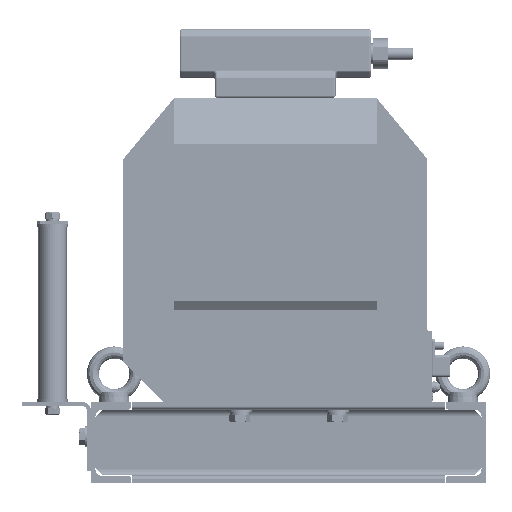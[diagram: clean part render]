
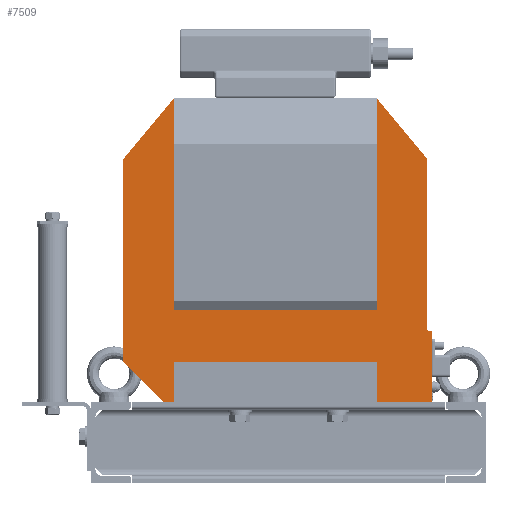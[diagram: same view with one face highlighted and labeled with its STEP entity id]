
A CAD part, front view. The second image highlights one B-rep face of the part: STEP entity #7509.
In plain terms, the highlighted planar face has unit normal (0, -1, 0).
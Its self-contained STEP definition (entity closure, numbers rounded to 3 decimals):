
#7509=ADVANCED_FACE('',(#28035),#28037,.T.);
#28035=FACE_BOUND('',#28036,.T.);
#28036=EDGE_LOOP('',(#43910,#43911,#43912,#43913,#43914,#43915,#43916,#43917,#43918,
#43919,#43920,#43921,#43922,#43923,#43924));
#28037=PLANE('',#28038);
#28038=AXIS2_PLACEMENT_3D('',#28039,#28040,#28041);
#28039=CARTESIAN_POINT('',(150.,-70.,150.));
#28040=DIRECTION('',(0.,-1.,0.));
#28041=DIRECTION('',(-1.,0.,0.));
#43910=ORIENTED_EDGE('',*,*,#50226,.T.);
#43911=ORIENTED_EDGE('',*,*,#50227,.T.);
#43912=ORIENTED_EDGE('',*,*,#50228,.F.);
#43913=ORIENTED_EDGE('',*,*,#50229,.F.);
#43914=ORIENTED_EDGE('',*,*,#50230,.T.);
#43915=ORIENTED_EDGE('',*,*,#50231,.T.);
#43916=ORIENTED_EDGE('',*,*,#50232,.T.);
#43917=ORIENTED_EDGE('',*,*,#50233,.F.);
#43918=ORIENTED_EDGE('',*,*,#50234,.F.);
#43919=ORIENTED_EDGE('',*,*,#50235,.T.);
#43920=ORIENTED_EDGE('',*,*,#50236,.T.);
#43921=ORIENTED_EDGE('',*,*,#50237,.F.);
#43922=ORIENTED_EDGE('',*,*,#50238,.T.);
#43923=ORIENTED_EDGE('',*,*,#50209,.T.);
#43924=ORIENTED_EDGE('',*,*,#50196,.F.);
#50196=EDGE_CURVE('',#53670,#53666,#53672,.T.);
#50209=EDGE_CURVE('',#53693,#53666,#53694,.T.);
#50226=EDGE_CURVE('',#53670,#53723,#53725,.F.);
#50227=EDGE_CURVE('',#53723,#53726,#53727,.T.);
#50228=EDGE_CURVE('',#53728,#53726,#53729,.T.);
#50229=EDGE_CURVE('',#53730,#53728,#53731,.T.);
#50230=EDGE_CURVE('',#53730,#53732,#53733,.F.);
#50231=EDGE_CURVE('',#53732,#53734,#53735,.T.);
#50232=EDGE_CURVE('',#53734,#53736,#53737,.F.);
#50233=EDGE_CURVE('',#53738,#53736,#53739,.T.);
#50234=EDGE_CURVE('',#53740,#53738,#53741,.T.);
#50235=EDGE_CURVE('',#53740,#53742,#53743,.T.);
#50236=EDGE_CURVE('',#53742,#53744,#53745,.T.);
#50237=EDGE_CURVE('',#53746,#53744,#53747,.T.);
#50238=EDGE_CURVE('',#53746,#53693,#53748,.T.);
#53666=VERTEX_POINT('',#62704);
#53670=VERTEX_POINT('',#62712);
#53672=LINE('',#62716,#62717);
#53693=VERTEX_POINT('',#62763);
#53694=LINE('',#62764,#62765);
#53723=VERTEX_POINT('',#62825);
#53725=LINE('',#62829,#62830);
#53726=VERTEX_POINT('',#62832);
#53727=LINE('',#62833,#62834);
#53728=VERTEX_POINT('',#62836);
#53729=LINE('',#62837,#62838);
#53730=VERTEX_POINT('',#62840);
#53731=LINE('',#62841,#62842);
#53732=VERTEX_POINT('',#62844);
#53733=LINE('',#62845,#62846);
#53734=VERTEX_POINT('',#62848);
#53735=LINE('',#62849,#62850);
#53736=VERTEX_POINT('',#62852);
#53737=LINE('',#62853,#62854);
#53738=VERTEX_POINT('',#62856);
#53739=LINE('',#62857,#62858);
#53740=VERTEX_POINT('',#62860);
#53741=LINE('',#62861,#62862);
#53742=VERTEX_POINT('',#62864);
#53743=LINE('',#62865,#62866);
#53744=VERTEX_POINT('',#62868);
#53745=LINE('',#62869,#62870);
#53746=VERTEX_POINT('',#62872);
#53747=LINE('',#62873,#62874);
#53748=LINE('',#62876,#62877);
#62704=CARTESIAN_POINT('',(150.,-70.,-79.));
#62712=CARTESIAN_POINT('',(150.,-70.,90.));
#62716=CARTESIAN_POINT('',(150.,-70.,90.));
#62717=VECTOR('',#62718,1.);
#62718=DIRECTION('',(0.,0.,-1.));
#62763=CARTESIAN_POINT('',(155.,-70.,-80.34));
#62764=CARTESIAN_POINT('',(155.,-70.,-80.34));
#62765=VECTOR('',#62766,1.);
#62766=DIRECTION('',(-0.966,0.,0.259));
#62825=CARTESIAN_POINT('',(100.,-70.,150.));
#62829=CARTESIAN_POINT('',(100.,-70.,150.));
#62830=VECTOR('',#62831,1.);
#62831=DIRECTION('',(0.64,0.,-0.768));
#62832=CARTESIAN_POINT('',(100.,-70.,-59.378));
#62833=CARTESIAN_POINT('',(100.,-70.,150.));
#62834=VECTOR('',#62835,1.);
#62835=DIRECTION('',(0.,0.,-1.));
#62836=CARTESIAN_POINT('',(-100.,-70.,-59.378));
#62837=CARTESIAN_POINT('',(-100.,-70.,-59.378));
#62838=VECTOR('',#62839,1.);
#62839=DIRECTION('',(1.,0.,0.));
#62840=CARTESIAN_POINT('',(-100.,-70.,150.));
#62841=CARTESIAN_POINT('',(-100.,-70.,150.));
#62842=VECTOR('',#62843,1.);
#62843=DIRECTION('',(0.,0.,-1.));
#62844=CARTESIAN_POINT('',(-150.,-70.,90.));
#62845=CARTESIAN_POINT('',(-150.,-70.,90.));
#62846=VECTOR('',#62847,1.);
#62847=DIRECTION('',(0.64,0.,0.768));
#62848=CARTESIAN_POINT('',(-150.,-70.,-110.));
#62849=CARTESIAN_POINT('',(-150.,-70.,90.));
#62850=VECTOR('',#62851,1.);
#62851=DIRECTION('',(0.,0.,-1.));
#62852=CARTESIAN_POINT('',(-110.,-70.,-150.));
#62853=CARTESIAN_POINT('',(-110.,-70.,-150.));
#62854=VECTOR('',#62855,1.);
#62855=DIRECTION('',(-0.707,0.,0.707));
#62856=CARTESIAN_POINT('',(-100.,-70.,-150.));
#62857=CARTESIAN_POINT('',(-100.,-70.,-150.));
#62858=VECTOR('',#62859,1.);
#62859=DIRECTION('',(-1.,0.,0.));
#62860=CARTESIAN_POINT('',(-100.,-70.,-110.));
#62861=CARTESIAN_POINT('',(-100.,-70.,-110.));
#62862=VECTOR('',#62863,1.);
#62863=DIRECTION('',(0.,0.,-1.));
#62864=CARTESIAN_POINT('',(100.,-70.,-110.));
#62865=CARTESIAN_POINT('',(-100.,-70.,-110.));
#62866=VECTOR('',#62867,1.);
#62867=DIRECTION('',(1.,0.,0.));
#62868=CARTESIAN_POINT('',(100.,-70.,-150.));
#62869=CARTESIAN_POINT('',(100.,-70.,-110.));
#62870=VECTOR('',#62871,1.);
#62871=DIRECTION('',(0.,0.,-1.));
#62872=CARTESIAN_POINT('',(155.,-70.,-150.));
#62873=CARTESIAN_POINT('',(155.,-70.,-150.));
#62874=VECTOR('',#62875,1.);
#62875=DIRECTION('',(-1.,0.,0.));
#62876=CARTESIAN_POINT('',(155.,-70.,-150.));
#62877=VECTOR('',#62878,1.);
#62878=DIRECTION('',(0.,0.,1.));
